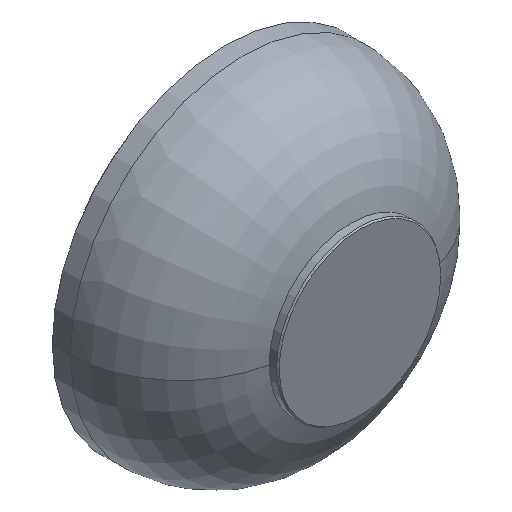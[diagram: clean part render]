
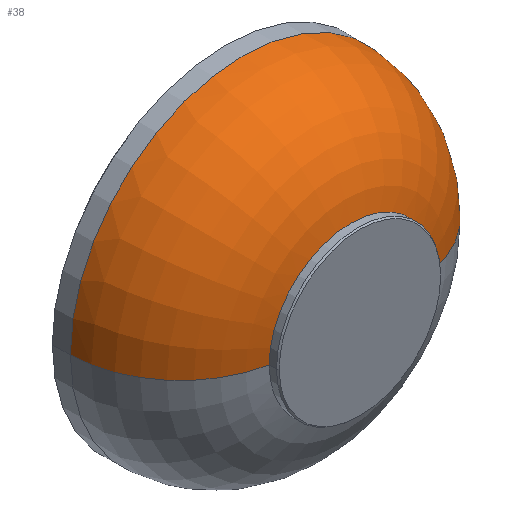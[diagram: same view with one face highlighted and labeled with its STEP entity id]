
A CAD part, isometric view. The second image highlights one B-rep face of the part: STEP entity #38.
In plain terms, the highlighted toroidal (fillet/blend) face has major radius 157.899 mm and minor radius 291.343 mm.
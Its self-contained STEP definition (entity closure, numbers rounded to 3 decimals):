
#28 = ORIENTED_EDGE ( 'NONE', *, *, #132, .T. ) ;
#38 = ADVANCED_FACE ( 'NONE', ( #207 ), #208, .T. ) ;
#55 = ORIENTED_EDGE ( 'NONE', *, *, #363, .F. ) ;
#57 = CARTESIAN_POINT ( 'NONE',  ( -449.197, 304., 0. ) ) ;
#77 = VERTEX_POINT ( 'NONE', #365 ) ;
#100 = CARTESIAN_POINT ( 'NONE',  ( 0., 304., 0. ) ) ;
#115 = CARTESIAN_POINT ( 'NONE',  ( 449.197, 304., 0. ) ) ;
#117 = VERTEX_POINT ( 'NONE', #57 ) ;
#132 = EDGE_CURVE ( 'NONE', #77, #500, #273, .T. ) ;
#134 = CARTESIAN_POINT ( 'NONE',  ( 0., 309.085, 0. ) ) ;
#145 = CARTESIAN_POINT ( 'NONE',  ( 157.899, 309.085, 0. ) ) ;
#165 = DIRECTION ( 'NONE',  ( 0., 1., 0. ) ) ;
#181 = DIRECTION ( 'NONE',  ( -1., 0., 0. ) ) ;
#190 = CARTESIAN_POINT ( 'NONE',  ( -157.899, 309.085, 0. ) ) ;
#201 = DIRECTION ( 'NONE',  ( -1., 0., 0. ) ) ;
#207 = FACE_OUTER_BOUND ( 'NONE', #438, .T. ) ;
#208 = TOROIDAL_SURFACE ( 'NONE', #425, 157.899, 291.343 ) ;
#215 = VERTEX_POINT ( 'NONE', #486 ) ;
#220 = EDGE_CURVE ( 'NONE', #117, #500, #442, .T. ) ;
#221 = DIRECTION ( 'NONE',  ( 1., 0., 0. ) ) ;
#229 = AXIS2_PLACEMENT_3D ( 'NONE', #100, #297, #181 ) ;
#256 = ORIENTED_EDGE ( 'NONE', *, *, #220, .F. ) ;
#273 = CIRCLE ( 'NONE', #336, 291.343 ) ;
#283 = CARTESIAN_POINT ( 'NONE',  ( 0., 23., 0. ) ) ;
#287 = CIRCLE ( 'NONE', #394, 213. ) ;
#297 = DIRECTION ( 'NONE',  ( 0., 1., 0. ) ) ;
#301 = AXIS2_PLACEMENT_3D ( 'NONE', #190, #342, #488 ) ;
#336 = AXIS2_PLACEMENT_3D ( 'NONE', #145, #410, #221 ) ;
#342 = DIRECTION ( 'NONE',  ( 0., 0., -1. ) ) ;
#363 = EDGE_CURVE ( 'NONE', #215, #117, #426, .T. ) ;
#365 = CARTESIAN_POINT ( 'NONE',  ( 213., 23., 0. ) ) ;
#394 = AXIS2_PLACEMENT_3D ( 'NONE', #283, #165, #201 ) ;
#396 = DIRECTION ( 'NONE',  ( 0., 1., 0. ) ) ;
#399 = DIRECTION ( 'NONE',  ( -1., 0., 0. ) ) ;
#410 = DIRECTION ( 'NONE',  ( 0., 0., 1. ) ) ;
#420 = ORIENTED_EDGE ( 'NONE', *, *, #451, .T. ) ;
#425 = AXIS2_PLACEMENT_3D ( 'NONE', #134, #396, #399 ) ;
#426 = CIRCLE ( 'NONE', #301, 291.343 ) ;
#438 = EDGE_LOOP ( 'NONE', ( #420, #28, #256, #55 ) ) ;
#442 = CIRCLE ( 'NONE', #229, 449.197 ) ;
#451 = EDGE_CURVE ( 'NONE', #215, #77, #287, .T. ) ;
#486 = CARTESIAN_POINT ( 'NONE',  ( -213., 23., 0. ) ) ;
#488 = DIRECTION ( 'NONE',  ( -1., 0., 0. ) ) ;
#500 = VERTEX_POINT ( 'NONE', #115 ) ;
